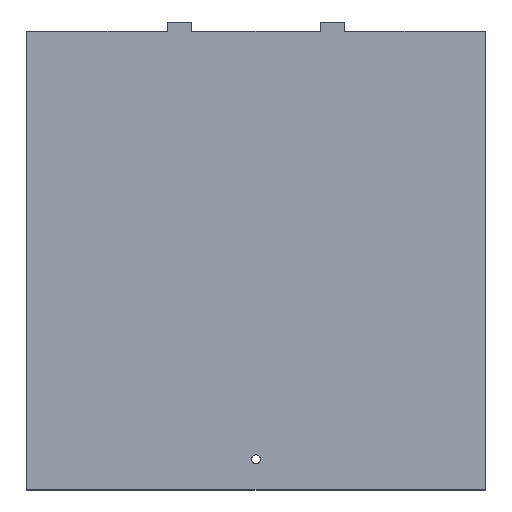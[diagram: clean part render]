
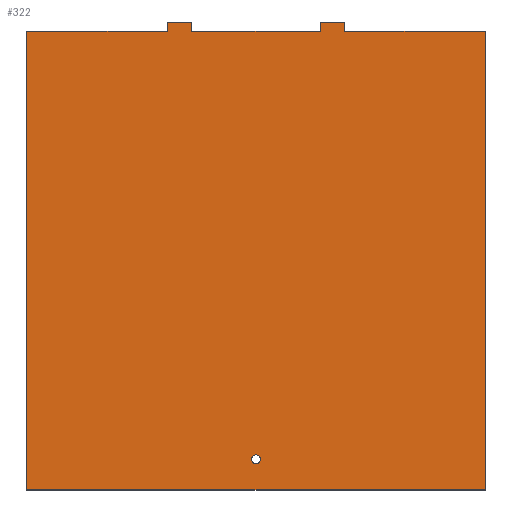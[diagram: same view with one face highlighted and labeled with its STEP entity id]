
A CAD part, top view. The second image highlights one B-rep face of the part: STEP entity #322.
In plain terms, the highlighted planar face has unit normal (0, 0, 1).
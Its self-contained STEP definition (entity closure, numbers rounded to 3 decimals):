
#17=FACE_BOUND('',#60,.T.);
#19=CIRCLE('',#347,1.5);
#40=FACE_OUTER_BOUND('',#59,.T.);
#59=EDGE_LOOP('',(#278,#279,#280,#281,#282,#283,#284,#285,#286,#287,#288,
#289));
#60=EDGE_LOOP('',(#290));
#62=LINE('',#446,#100);
#70=LINE('',#461,#108);
#71=LINE('',#463,#109);
#73=LINE('',#469,#111);
#81=LINE('',#484,#119);
#82=LINE('',#486,#120);
#89=LINE('',#511,#127);
#92=LINE('',#515,#130);
#93=LINE('',#516,#131);
#94=LINE('',#519,#132);
#96=LINE('',#523,#134);
#98=LINE('',#526,#136);
#100=VECTOR('',#363,10.);
#108=VECTOR('',#375,10.);
#109=VECTOR('',#378,10.);
#111=VECTOR('',#382,10.);
#119=VECTOR('',#394,10.);
#120=VECTOR('',#397,10.);
#127=VECTOR('',#422,10.);
#130=VECTOR('',#425,10.);
#131=VECTOR('',#426,10.);
#132=VECTOR('',#429,10.);
#134=VECTOR('',#433,10.);
#136=VECTOR('',#437,10.);
#137=VERTEX_POINT('',#442);
#139=VERTEX_POINT('',#445);
#143=VERTEX_POINT('',#457);
#144=VERTEX_POINT('',#459);
#145=VERTEX_POINT('',#465);
#147=VERTEX_POINT('',#468);
#151=VERTEX_POINT('',#480);
#152=VERTEX_POINT('',#482);
#154=VERTEX_POINT('',#490);
#161=VERTEX_POINT('',#510);
#162=VERTEX_POINT('',#513);
#163=VERTEX_POINT('',#518);
#164=VERTEX_POINT('',#522);
#166=EDGE_CURVE('',#137,#139,#62,.T.);
#174=EDGE_CURVE('',#143,#144,#70,.T.);
#175=EDGE_CURVE('',#139,#144,#71,.T.);
#177=EDGE_CURVE('',#145,#147,#73,.T.);
#185=EDGE_CURVE('',#151,#152,#81,.T.);
#186=EDGE_CURVE('',#147,#152,#82,.T.);
#189=EDGE_CURVE('',#154,#154,#19,.T.);
#197=EDGE_CURVE('',#161,#143,#89,.T.);
#200=EDGE_CURVE('',#145,#162,#92,.T.);
#201=EDGE_CURVE('',#137,#151,#93,.T.);
#202=EDGE_CURVE('',#163,#161,#94,.T.);
#204=EDGE_CURVE('',#164,#163,#96,.T.);
#206=EDGE_CURVE('',#162,#164,#98,.T.);
#278=ORIENTED_EDGE('',*,*,#206,.T.);
#279=ORIENTED_EDGE('',*,*,#204,.T.);
#280=ORIENTED_EDGE('',*,*,#202,.T.);
#281=ORIENTED_EDGE('',*,*,#197,.T.);
#282=ORIENTED_EDGE('',*,*,#174,.T.);
#283=ORIENTED_EDGE('',*,*,#175,.F.);
#284=ORIENTED_EDGE('',*,*,#166,.F.);
#285=ORIENTED_EDGE('',*,*,#201,.T.);
#286=ORIENTED_EDGE('',*,*,#185,.T.);
#287=ORIENTED_EDGE('',*,*,#186,.F.);
#288=ORIENTED_EDGE('',*,*,#177,.F.);
#289=ORIENTED_EDGE('',*,*,#200,.T.);
#290=ORIENTED_EDGE('',*,*,#189,.T.);
#305=PLANE('',#357);
#322=ADVANCED_FACE('',(#40,#17),#305,.T.);
#347=AXIS2_PLACEMENT_3D('',#492,#403,#404);
#357=AXIS2_PLACEMENT_3D('',#527,#438,#439);
#363=DIRECTION('',(0.,1.,0.));
#375=DIRECTION('',(0.,1.,0.));
#378=DIRECTION('',(1.,0.,0.));
#382=DIRECTION('',(0.,1.,0.));
#394=DIRECTION('',(0.,1.,0.));
#397=DIRECTION('',(1.,0.,0.));
#403=DIRECTION('center_axis',(0.,0.,-1.));
#404=DIRECTION('ref_axis',(1.,0.,0.));
#422=DIRECTION('',(-1.,0.,0.));
#425=DIRECTION('',(-1.,0.,0.));
#426=DIRECTION('',(-1.,0.,0.));
#429=DIRECTION('',(0.,1.,0.));
#433=DIRECTION('',(1.,0.,0.));
#437=DIRECTION('',(0.,-1.,0.));
#438=DIRECTION('center_axis',(0.,0.,1.));
#439=DIRECTION('ref_axis',(1.,0.,0.));
#442=CARTESIAN_POINT('',(96.,150.,5.));
#445=CARTESIAN_POINT('',(96.,153.,5.));
#446=CARTESIAN_POINT('',(96.,150.,5.));
#457=CARTESIAN_POINT('',(104.,150.,5.));
#459=CARTESIAN_POINT('',(104.,153.,5.));
#461=CARTESIAN_POINT('',(104.,150.,5.));
#463=CARTESIAN_POINT('',(104.,153.,5.));
#465=CARTESIAN_POINT('',(46.,150.,5.));
#468=CARTESIAN_POINT('',(46.,153.,5.));
#469=CARTESIAN_POINT('',(46.,150.,5.));
#480=CARTESIAN_POINT('',(54.,150.,5.));
#482=CARTESIAN_POINT('',(54.,153.,5.));
#484=CARTESIAN_POINT('',(54.,150.,5.));
#486=CARTESIAN_POINT('',(54.,153.,5.));
#490=CARTESIAN_POINT('',(73.5,10.,5.));
#492=CARTESIAN_POINT('Origin',(75.,10.,5.));
#510=CARTESIAN_POINT('',(150.,150.,5.));
#511=CARTESIAN_POINT('',(150.,150.,5.));
#513=CARTESIAN_POINT('',(0.,150.,5.));
#515=CARTESIAN_POINT('',(150.,150.,5.));
#516=CARTESIAN_POINT('',(150.,150.,5.));
#518=CARTESIAN_POINT('',(150.,0.,5.));
#519=CARTESIAN_POINT('',(150.,0.,5.));
#522=CARTESIAN_POINT('',(0.,0.,5.));
#523=CARTESIAN_POINT('',(0.,0.,5.));
#526=CARTESIAN_POINT('',(0.,150.,5.));
#527=CARTESIAN_POINT('Origin',(75.,75.,5.));
